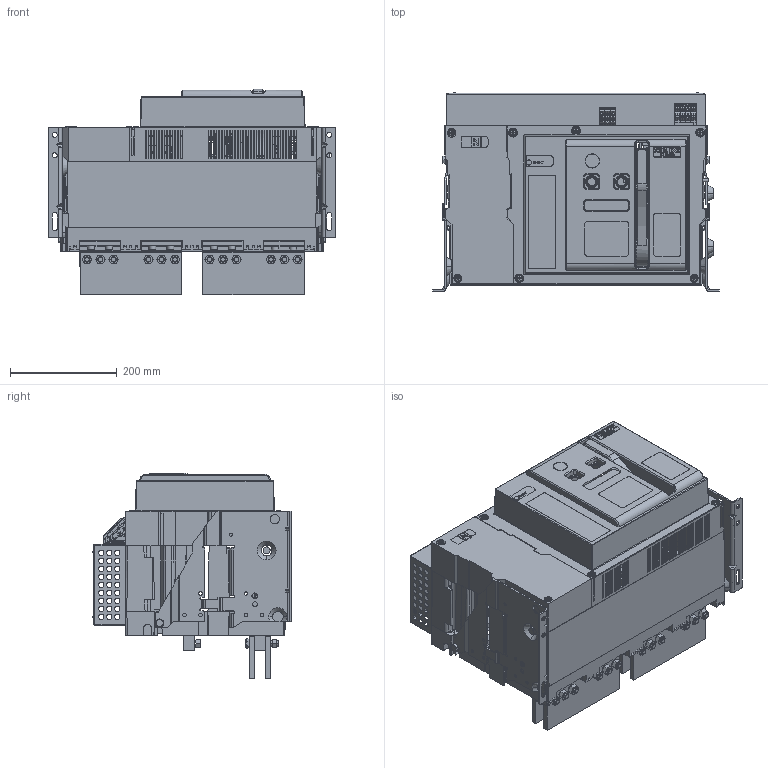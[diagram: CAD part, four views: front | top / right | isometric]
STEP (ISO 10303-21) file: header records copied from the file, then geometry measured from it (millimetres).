
FILE_DESCRIPTION((''),'2;1');
FILE_NAME('PRT0004','2024-02-01T',('chunfeng.wu'),(''),'PRO/ENGINEER BY PARAMETRIC TECHNOLOGY CORPORATION, 2015440','PRO/ENGINEER BY PARAMETRIC TECHNOLOGY CORPORATION, 2015440','');
FILE_SCHEMA(('CONFIG_CONTROL_DESIGN'));
Products named in the file (1): PRT0004
Bounding box: 537 x 371.87 x 385 mm (x, y, z)
Surface area: 1382635.1 mm2 (no closed solid volume)
Topology: 0 solids, 280 shells, 1872 faces, 11507 edges, 9624 vertices
Faces by surface type: plane 1194, cone 315, cylinder 289, sphere 46, bspline 25, torus 2, extrusion 1
Entity records: 121087 total; most frequent: CARTESIAN_POINT 35052, DIRECTION 17545, ORIENTED_EDGE 14481, EDGE_CURVE 11499, VERTEX_POINT 9620, VECTOR 6991, LINE 6990, AXIS2_PLACEMENT_3D 5277
